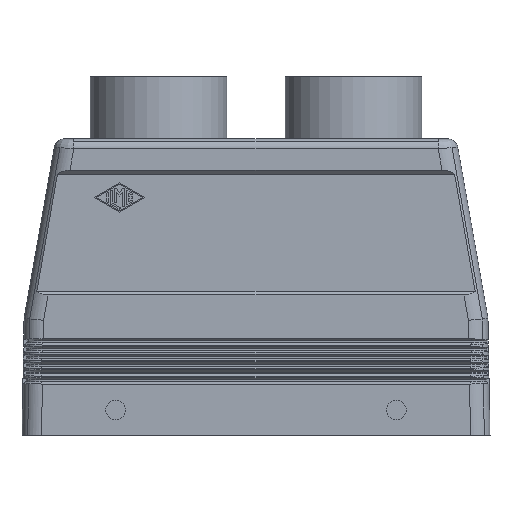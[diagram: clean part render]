
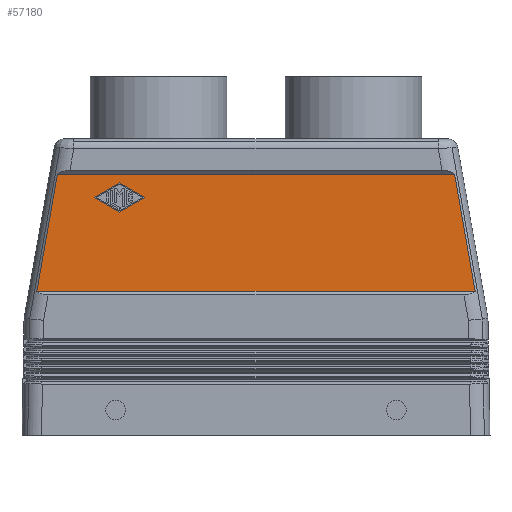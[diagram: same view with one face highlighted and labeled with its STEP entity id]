
A CAD part, front view. The second image highlights one B-rep face of the part: STEP entity #57180.
In plain terms, the highlighted planar face has unit normal (0, -1, 0).
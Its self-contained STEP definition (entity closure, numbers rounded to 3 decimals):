
#1610=CARTESIAN_POINT('',(56.211,-20.5,37.));
#1620=VERTEX_POINT('',#1610);
#1650=CARTESIAN_POINT('',(50.921,-20.5,67.));
#1660=DIRECTION('',(0.174,0.,-0.985));
#1670=VECTOR('',#1660,30.463);
#1680=LINE('',#1650,#1670);
#1690=CARTESIAN_POINT('',(50.921,-20.5,67.));
#1700=VERTEX_POINT('',#1690);
#1710=EDGE_CURVE('',#1700,#1620,#1680,.T.);
#7050=CARTESIAN_POINT('',(-50.921,-20.5,67.));
#7060=VERTEX_POINT('',#7050);
#7090=CARTESIAN_POINT('',(-56.211,-20.5,37.));
#7100=DIRECTION('',(0.174,0.,0.985));
#7110=VECTOR('',#7100,30.463);
#7120=LINE('',#7090,#7110);
#7130=CARTESIAN_POINT('',(-56.211,-20.5,37.));
#7140=VERTEX_POINT('',#7130);
#7150=EDGE_CURVE('',#7140,#7060,#7120,.T.);
#47380=CARTESIAN_POINT('',(-35.,-20.5,64.749));
#47390=VERTEX_POINT('',#47380);
#47440=CARTESIAN_POINT('',(-35.,-20.5,64.749));
#47450=DIRECTION('',(0.866,0.,-0.5));
#47460=VECTOR('',#47450,7.504);
#47470=LINE('',#47440,#47460);
#47480=CARTESIAN_POINT('',(-28.5,-20.5,61.));
#47490=VERTEX_POINT('',#47480);
#47500=EDGE_CURVE('',#47390,#47490,#47470,.T.);
#47820=CARTESIAN_POINT('',(-28.5,-20.5,61.));
#47830=DIRECTION('',(-0.866,0.,-0.5));
#47840=VECTOR('',#47830,7.504);
#47850=LINE('',#47820,#47840);
#47860=CARTESIAN_POINT('',(-35.,-20.5,57.251));
#47870=VERTEX_POINT('',#47860);
#47880=EDGE_CURVE('',#47490,#47870,#47850,.T.);
#48200=CARTESIAN_POINT('',(-35.,-20.5,57.251));
#48210=DIRECTION('',(-0.866,0.,0.5));
#48220=VECTOR('',#48210,7.504);
#48230=LINE('',#48200,#48220);
#48240=CARTESIAN_POINT('',(-41.5,-20.5,61.));
#48250=VERTEX_POINT('',#48240);
#48260=EDGE_CURVE('',#47870,#48250,#48230,.T.);
#48580=CARTESIAN_POINT('',(-41.5,-20.5,61.));
#48590=DIRECTION('',(0.866,0.,0.5));
#48600=VECTOR('',#48590,7.504);
#48610=LINE('',#48580,#48600);
#48620=EDGE_CURVE('',#48250,#47390,#48610,.T.);
#56910=CARTESIAN_POINT('',(0.,-20.5,67.));
#56920=DIRECTION('',(0.,1.,0.));
#56930=DIRECTION('',(0.,0.,1.));
#56940=AXIS2_PLACEMENT_3D('',#56910,#56920,#56930);
#56950=PLANE('',#56940);
#56960=CARTESIAN_POINT('',(-50.921,-20.5,67.));
#56970=DIRECTION('',(1.,0.,0.));
#56980=VECTOR('',#56970,101.843);
#56990=LINE('',#56960,#56980);
#57000=EDGE_CURVE('',#7060,#1700,#56990,.T.);
#57010=ORIENTED_EDGE('',*,*,#57000,.F.);
#57020=ORIENTED_EDGE('',*,*,#1710,.F.);
#57030=CARTESIAN_POINT('',(56.211,-20.5,37.));
#57040=DIRECTION('',(-1.,0.,0.));
#57050=VECTOR('',#57040,112.422);
#57060=LINE('',#57030,#57050);
#57070=EDGE_CURVE('',#1620,#7140,#57060,.T.);
#57080=ORIENTED_EDGE('',*,*,#57070,.F.);
#57090=ORIENTED_EDGE('',*,*,#7150,.F.);
#57100=EDGE_LOOP('',(#57090,#57080,#57020,#57010));
#57110=FACE_OUTER_BOUND('',#57100,.T.);
#57120=ORIENTED_EDGE('',*,*,#48620,.T.);
#57130=ORIENTED_EDGE('',*,*,#48260,.T.);
#57140=ORIENTED_EDGE('',*,*,#47880,.T.);
#57150=ORIENTED_EDGE('',*,*,#47500,.T.);
#57160=EDGE_LOOP('',(#57150,#57140,#57130,#57120));
#57170=FACE_BOUND('',#57160,.T.);
#57180=ADVANCED_FACE('',(#57110,#57170),#56950,.F.);
